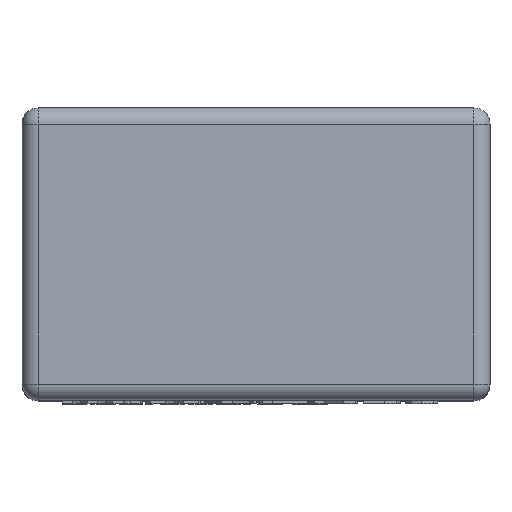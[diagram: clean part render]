
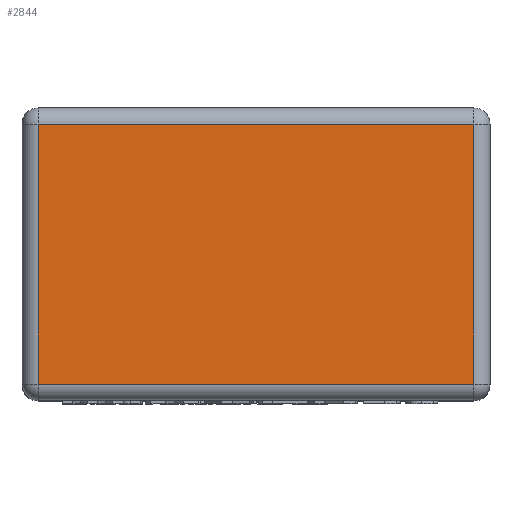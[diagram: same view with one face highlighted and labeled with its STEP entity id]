
A CAD part, top view. The second image highlights one B-rep face of the part: STEP entity #2844.
In plain terms, the highlighted planar face has unit normal (0, 0, 1).
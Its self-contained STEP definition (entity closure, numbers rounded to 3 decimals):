
#193 = VERTEX_POINT('',#194);
#194 = CARTESIAN_POINT('',(-3.35,2.,6.));
#201 = EDGE_CURVE('',#193,#202,#204,.T.);
#202 = VERTEX_POINT('',#203);
#203 = CARTESIAN_POINT('',(-3.35,-2.,6.));
#204 = LINE('',#205,#206);
#205 = CARTESIAN_POINT('',(-3.35,2.25,6.));
#206 = VECTOR('',#207,1.);
#207 = DIRECTION('',(0.,-1.,0.));
#2844 = ADVANCED_FACE('',(#2845),#2870,.T.);
#2845 = FACE_BOUND('',#2846,.T.);
#2846 = EDGE_LOOP('',(#2847,#2855,#2863,#2869));
#2847 = ORIENTED_EDGE('',*,*,#2848,.T.);
#2848 = EDGE_CURVE('',#202,#2849,#2851,.T.);
#2849 = VERTEX_POINT('',#2850);
#2850 = CARTESIAN_POINT('',(3.35,-2.,6.));
#2851 = LINE('',#2852,#2853);
#2852 = CARTESIAN_POINT('',(-3.6,-2.,6.));
#2853 = VECTOR('',#2854,1.);
#2854 = DIRECTION('',(1.,0.,0.));
#2855 = ORIENTED_EDGE('',*,*,#2856,.F.);
#2856 = EDGE_CURVE('',#2857,#2849,#2859,.T.);
#2857 = VERTEX_POINT('',#2858);
#2858 = CARTESIAN_POINT('',(3.35,2.,6.));
#2859 = LINE('',#2860,#2861);
#2860 = CARTESIAN_POINT('',(3.35,2.25,6.));
#2861 = VECTOR('',#2862,1.);
#2862 = DIRECTION('',(0.,-1.,0.));
#2863 = ORIENTED_EDGE('',*,*,#2864,.F.);
#2864 = EDGE_CURVE('',#193,#2857,#2865,.T.);
#2865 = LINE('',#2866,#2867);
#2866 = CARTESIAN_POINT('',(-3.6,2.,6.));
#2867 = VECTOR('',#2868,1.);
#2868 = DIRECTION('',(1.,0.,0.));
#2869 = ORIENTED_EDGE('',*,*,#201,.T.);
#2870 = PLANE('',#2871);
#2871 = AXIS2_PLACEMENT_3D('',#2872,#2873,#2874);
#2872 = CARTESIAN_POINT('',(-3.6,2.25,6.));
#2873 = DIRECTION('',(0.,0.,1.));
#2874 = DIRECTION('',(1.,0.,0.));
